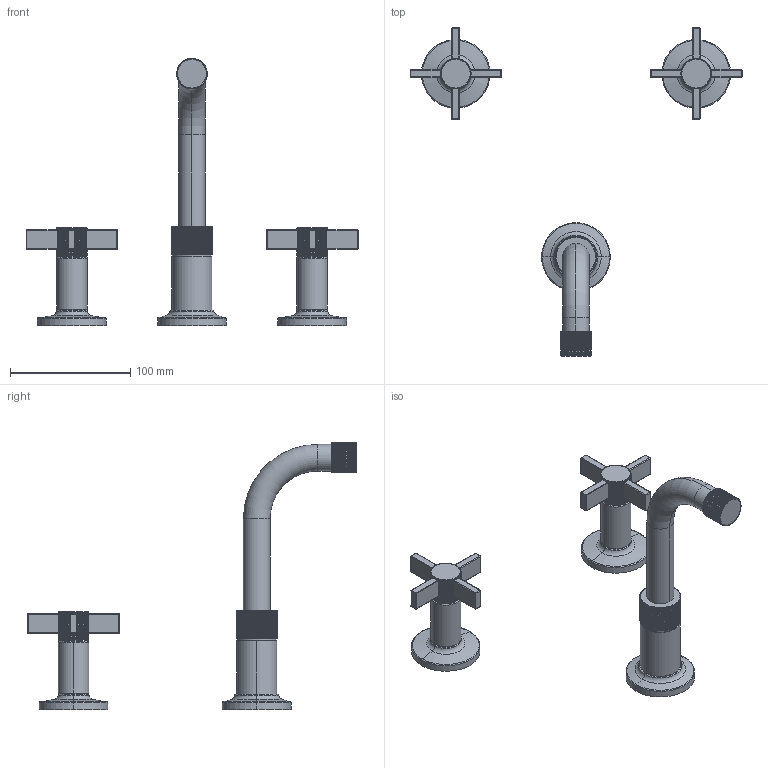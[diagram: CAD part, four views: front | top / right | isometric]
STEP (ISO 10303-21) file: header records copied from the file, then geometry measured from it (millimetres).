
FILE_DESCRIPTION((''),'2;1');
FILE_NAME('3-3245_SW0001','2020-12-02T12:37:13',('rsmith'),(''),'CREO PARAMETRIC BY PTC INC, 2018400','CREO PARAMETRIC BY PTC INC, 2018400','');
FILE_SCHEMA(('AUTOMOTIVE_DESIGN { 1 0 10303 214 1 1 1 1 }'));
Length unit declared in the file: inch
Products named in the file (1): 3-3245_SW0001
Bounding box: 276.23 x 273.3 x 222.25 mm (x, y, z)
Volume: 294841.9 mm3; surface area: 65486 mm2
Topology: 3 solids, 3 shells, 1407 faces, 3836 edges, 2452 vertices
Faces by surface type: plane 739, cylinder 522, torus 76, sphere 64, bspline 6
Entity records: 75143 total; most frequent: CARTESIAN_POINT 18938, ORIENTED_EDGE 7672, DIRECTION 6468, PRESENTATION_STYLE_ASSIGNMENT 5246, STYLED_ITEM 3839, CURVE_STYLE 3836, EDGE_CURVE 3836, AXIS2_PLACEMENT_3D 2487
